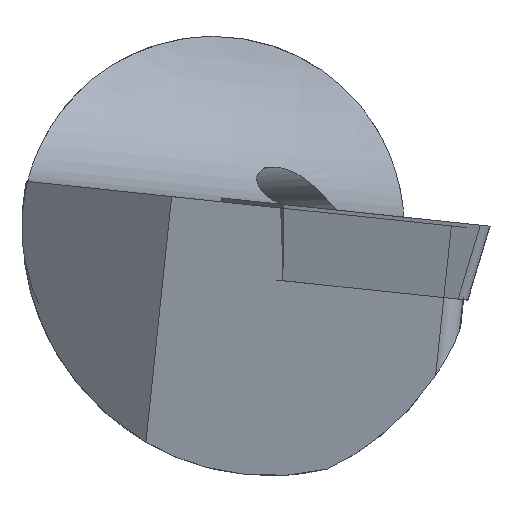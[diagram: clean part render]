
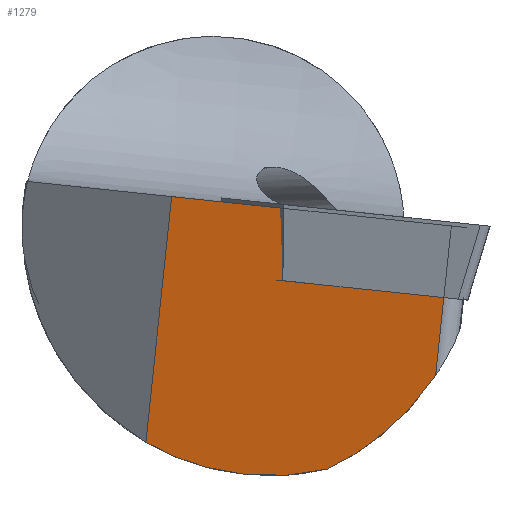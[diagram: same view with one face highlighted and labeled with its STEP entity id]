
A CAD part, front view. The second image highlights one B-rep face of the part: STEP entity #1279.
In plain terms, the highlighted face is planar.
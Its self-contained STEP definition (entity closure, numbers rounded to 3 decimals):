
#22=ELLIPSE('',#1424,14.679,14.);
#23=ELLIPSE('',#1428,13.631,13.);
#87=PLANE('',#1435);
#139=LINE('',#2122,#241);
#146=LINE('',#2140,#248);
#147=LINE('',#2141,#249);
#241=VECTOR('',#1649,1000.);
#248=VECTOR('',#1664,1000.);
#249=VECTOR('',#1665,1000.);
#426=ORIENTED_EDGE('',*,*,#724,.F.);
#427=ORIENTED_EDGE('',*,*,#744,.T.);
#428=ORIENTED_EDGE('',*,*,#734,.F.);
#429=ORIENTED_EDGE('',*,*,#745,.F.);
#430=ORIENTED_EDGE('',*,*,#730,.T.);
#724=EDGE_CURVE('',#893,#894,#22,.T.);
#730=EDGE_CURVE('',#897,#894,#23,.F.);
#734=EDGE_CURVE('',#898,#899,#139,.T.);
#744=EDGE_CURVE('',#893,#899,#146,.T.);
#745=EDGE_CURVE('',#897,#898,#147,.T.);
#893=VERTEX_POINT('',#2091);
#894=VERTEX_POINT('',#2093);
#897=VERTEX_POINT('',#2116);
#898=VERTEX_POINT('',#2121);
#899=VERTEX_POINT('',#2123);
#1065=EDGE_LOOP('',(#426,#427,#428,#429,#430));
#1163=FACE_BOUND('',#1065,.T.);
#1279=ADVANCED_FACE('',(#1163),#87,.F.);
#1424=AXIS2_PLACEMENT_3D('',#2092,#1631,#1632);
#1428=AXIS2_PLACEMENT_3D('',#2115,#1640,#1641);
#1435=AXIS2_PLACEMENT_3D('',#2139,#1662,#1663);
#1631=DIRECTION('',(0.954,-0.299,-0.031));
#1632=DIRECTION('',(-0.301,-0.948,-0.1));
#1640=DIRECTION('',(0.954,-0.299,-0.031));
#1641=DIRECTION('',(-0.301,-0.948,-0.1));
#1649=DIRECTION('',(-0.301,-0.948,-0.1));
#1662=DIRECTION('',(0.954,-0.299,-0.031));
#1663=DIRECTION('',(0.299,0.954,0.));
#1664=DIRECTION('',(0.,-0.105,0.995));
#1665=DIRECTION('',(0.,-0.105,0.995));
#2091=CARTESIAN_POINT('',(1.015,-11.655,-7.757));
#2092=CARTESIAN_POINT('',(4.926,0.,0.));
#2093=CARTESIAN_POINT('',(2.627,-6.,-12.649));
#2115=CARTESIAN_POINT('',(3.985,-3.,0.));
#2116=CARTESIAN_POINT('',(5.657,3.515,-11.25));
#2121=CARTESIAN_POINT('',(5.657,2.163,1.615));
#2122=CARTESIAN_POINT('',(1.688,-10.355,0.299));
#2123=CARTESIAN_POINT('',(1.015,-12.478,0.076));
#2139=CARTESIAN_POINT('',(3.866,-0.518,-27.217));
#2140=CARTESIAN_POINT('',(1.015,-9.51,-28.163));
#2141=CARTESIAN_POINT('',(5.657,5.131,-26.624));
